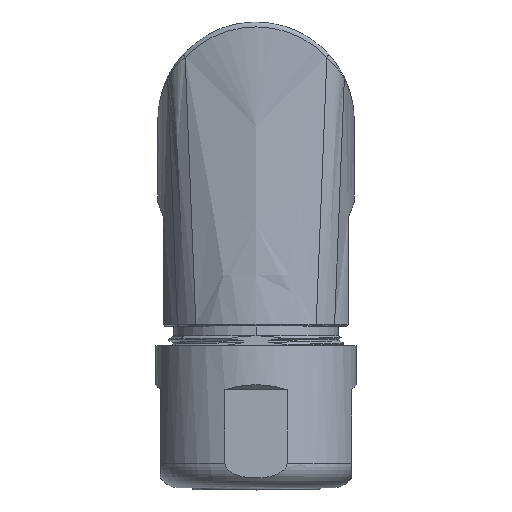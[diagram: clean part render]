
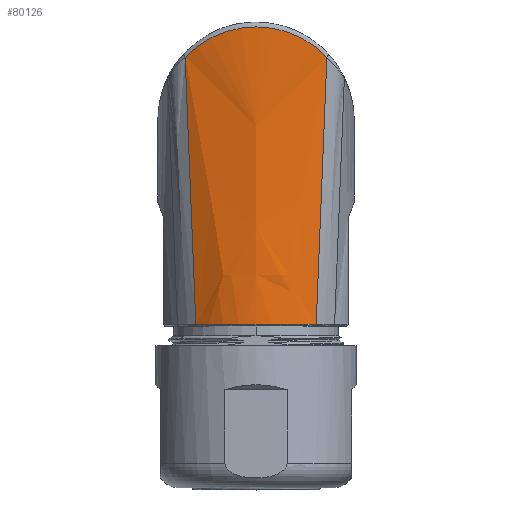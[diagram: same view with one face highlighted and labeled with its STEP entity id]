
A CAD part, top view. The second image highlights one B-rep face of the part: STEP entity #80126.
In plain terms, the highlighted free-form (B-spline) face has degree [3, 3] with [7, 4] control points.
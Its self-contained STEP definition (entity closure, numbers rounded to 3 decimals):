
#29192=CARTESIAN_POINT('',(-6.137,-20.813,
7.91));
#29193=CARTESIAN_POINT('',(-5.702,-20.811,
8.246));
#29194=CARTESIAN_POINT('',(-4.775,-20.808,
8.847));
#29195=CARTESIAN_POINT('',(-3.256,-20.805,
9.508));
#29196=CARTESIAN_POINT('',(-1.649,-20.803,
9.912));
#29197=CARTESIAN_POINT('',(-0.548,-20.803,
10.003));
#29198=CARTESIAN_POINT('',(0.002,-20.803,
10.003));
#29200=CARTESIAN_POINT('',(0.01,-20.803,
10.003));
#29201=CARTESIAN_POINT('',(0.56,-20.803,
10.002));
#29202=CARTESIAN_POINT('',(1.659,-20.803,
9.911));
#29203=CARTESIAN_POINT('',(3.262,-20.805,
9.506));
#29204=CARTESIAN_POINT('',(4.778,-20.808,
8.845));
#29205=CARTESIAN_POINT('',(5.703,-20.811,
8.246));
#29206=CARTESIAN_POINT('',(6.137,-20.813,
7.91));
#29335=CARTESIAN_POINT('',(-7.228,6.419,
9.231));
#29337=DIRECTION('',(0.04,-0.998,-0.048));
#29338=VECTOR('',#29337,27.286);
#29339=CARTESIAN_POINT('',(-7.228,6.419,
9.231));
#29340=LINE('',#29339,#29338);
#29348=CARTESIAN_POINT('',(-7.228,6.419,
9.231));
#29349=CARTESIAN_POINT('',(-6.844,6.818,
9.383));
#29350=CARTESIAN_POINT('',(-6.025,7.54,
9.664));
#29351=CARTESIAN_POINT('',(-4.644,8.403,
10.009));
#29352=CARTESIAN_POINT('',(-3.155,9.028,
10.261));
#29353=CARTESIAN_POINT('',(-1.584,9.408,
10.415));
#29354=CARTESIAN_POINT('',(0.021,9.536,
10.465));
#29355=CARTESIAN_POINT('',(1.624,9.401,10.412));
#29356=CARTESIAN_POINT('',(3.188,9.017,10.257));
#29357=CARTESIAN_POINT('',(4.668,8.391,10.004));
#29358=CARTESIAN_POINT('',(6.037,7.531,9.661));
#29359=CARTESIAN_POINT('',(6.848,6.815,9.382));
#29360=CARTESIAN_POINT('',(7.228,6.42,9.231));
#29362=DIRECTION('',(-0.04,-0.998,-0.048));
#29363=VECTOR('',#29362,27.287);
#29364=CARTESIAN_POINT('',(7.228,6.42,9.231));
#29365=LINE('',#29364,#29363);
#29366=CARTESIAN_POINT('',(0.,-20.803,
-0.045));
#29367=DIRECTION('',(0.,-1.,0.));
#29368=DIRECTION('',(0.001,0.,1.));
#29369=AXIS2_PLACEMENT_3D('',#29366,#29367,#29368);
#37641=CARTESIAN_POINT('',(6.137,-20.813,
7.91));
#37642=VERTEX_POINT('',#37641);
#37647=CARTESIAN_POINT('',(-6.137,-20.813,
7.91));
#37648=VERTEX_POINT('',#37647);
#37649=VERTEX_POINT('',#29198);
#37650=VERTEX_POINT('',#29200);
#37656=VERTEX_POINT('',#29335);
#37657=VERTEX_POINT('',#29360);
#80087=CARTESIAN_POINT('',(6.318,-21.419,
7.715));
#80088=CARTESIAN_POINT('',(6.766,-10.913,
8.251));
#80089=CARTESIAN_POINT('',(7.214,-0.407,
8.788));
#80090=CARTESIAN_POINT('',(7.661,10.098,9.324));
#80091=CARTESIAN_POINT('',(6.251,-21.419,
7.771));
#80092=CARTESIAN_POINT('',(6.689,-10.913,
8.298));
#80093=CARTESIAN_POINT('',(7.128,-0.407,
8.826));
#80094=CARTESIAN_POINT('',(7.566,10.098,9.353));
#80095=CARTESIAN_POINT('',(4.473,-21.419,
9.206));
#80096=CARTESIAN_POINT('',(4.676,-10.913,
9.5));
#80097=CARTESIAN_POINT('',(4.879,-0.407,
9.795));
#80098=CARTESIAN_POINT('',(5.082,10.098,10.089));
#80099=CARTESIAN_POINT('',(0.,-21.419,
10.751));
#80100=CARTESIAN_POINT('',(0.,-10.913,
10.771));
#80101=CARTESIAN_POINT('',(0.,-0.407,
10.791));
#80102=CARTESIAN_POINT('',(0.,10.098,
10.811));
#80103=CARTESIAN_POINT('',(-4.473,-21.419,
9.206));
#80104=CARTESIAN_POINT('',(-4.676,-10.913,
9.5));
#80105=CARTESIAN_POINT('',(-4.879,-0.407,
9.795));
#80106=CARTESIAN_POINT('',(-5.082,10.098,
10.089));
#80107=CARTESIAN_POINT('',(-6.251,-21.419,
7.771));
#80108=CARTESIAN_POINT('',(-6.689,-10.913,
8.298));
#80109=CARTESIAN_POINT('',(-7.128,-0.407,
8.826));
#80110=CARTESIAN_POINT('',(-7.566,10.098,
9.353));
#80111=CARTESIAN_POINT('',(-6.318,-21.419,
7.715));
#80112=CARTESIAN_POINT('',(-6.766,-10.913,
8.251));
#80113=CARTESIAN_POINT('',(-7.214,-0.407,
8.788));
#80114=CARTESIAN_POINT('',(-7.661,10.098,
9.324));
#80115=B_SPLINE_SURFACE_WITH_KNOTS('',3,3,((#80087,#80088,#80089,#80090),
(#80091,#80092,#80093,#80094),(#80095,#80096,#80097,#80098),(#80099,#80100,
#80101,#80102),(#80103,#80104,#80105,#80106),(#80107,#80108,#80109,#80110),(
#80111,#80112,#80113,#80114)),.UNSPECIFIED.,.F.,.F.,.F.,(4,1,1,1,4),(4,4),(
-0.02,0.,0.5,1.,1.02),(0.,
1.),.UNSPECIFIED.);
#80117=ORIENTED_EDGE('',*,*,#80116,.T.);
#80119=ORIENTED_EDGE('',*,*,#80118,.T.);
#80120=ORIENTED_EDGE('',*,*,#79755,.F.);
#80121=ORIENTED_EDGE('',*,*,#79753,.T.);
#80122=ORIENTED_EDGE('',*,*,#79751,.F.);
#80123=ORIENTED_EDGE('',*,*,#80078,.F.);
#80124=EDGE_LOOP('',(#80117,#80119,#80120,#80121,#80122,#80123));
#80125=FACE_OUTER_BOUND('',#80124,.F.);
#80126=ADVANCED_FACE('',(#80125),#80115,.F.);
#29199=B_SPLINE_CURVE_WITH_KNOTS('',3,(#29192,#29193,#29194,#29195,#29196,
#29197,#29198),.UNSPECIFIED.,.F.,.F.,(4,1,1,1,4),(0.,0.25,0.5,0.75,
1.),.UNSPECIFIED.);
#29207=B_SPLINE_CURVE_WITH_KNOTS('',3,(#29200,#29201,#29202,#29203,#29204,
#29205,#29206),.UNSPECIFIED.,.F.,.F.,(4,1,1,1,4),(0.,0.25,0.5,0.75,
1.),.UNSPECIFIED.);
#29361=B_SPLINE_CURVE_WITH_KNOTS('',3,(#29348,#29349,#29350,#29351,#29352,
#29353,#29354,#29355,#29356,#29357,#29358,#29359,#29360),.UNSPECIFIED.,.F.,.F.,(
4,1,1,1,1,1,1,1,1,1,4),(0.,0.1,0.2,0.3,0.4,0.5,0.6,0.7,0.8,
0.9,1.),.UNSPECIFIED.);
#29370=CIRCLE('',#29369,10.048);
#79751=EDGE_CURVE('',#37648,#37649,#29199,.T.);
#79753=EDGE_CURVE('',#37650,#37649,#29370,.T.);
#79755=EDGE_CURVE('',#37650,#37642,#29207,.T.);
#80078=EDGE_CURVE('',#37656,#37648,#29340,.T.);
#80116=EDGE_CURVE('',#37656,#37657,#29361,.T.);
#80118=EDGE_CURVE('',#37657,#37642,#29365,.T.);
